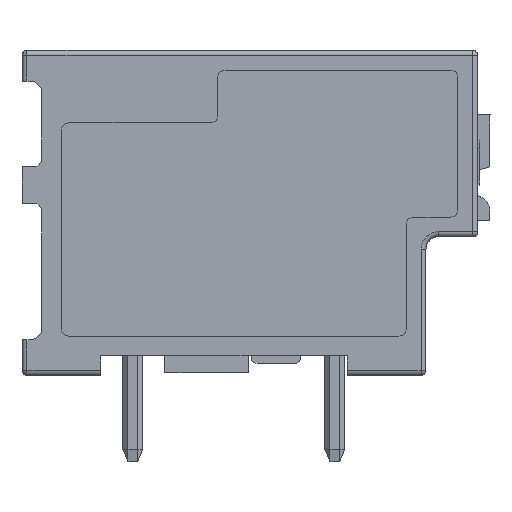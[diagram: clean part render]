
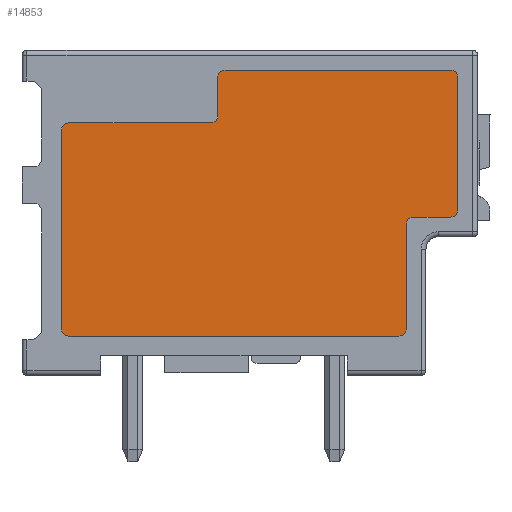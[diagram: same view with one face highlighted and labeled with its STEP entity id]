
A CAD part, left-side view. The second image highlights one B-rep face of the part: STEP entity #14853.
In plain terms, the highlighted planar face has unit normal (-1, 0, 0).
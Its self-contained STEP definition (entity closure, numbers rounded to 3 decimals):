
#86=AXIS2_PLACEMENT_3D('Circle Axis2P3D',#84,#85,$) ;
#191=AXIS2_PLACEMENT_3D('Circle Axis2P3D',#189,#190,$) ;
#273=AXIS2_PLACEMENT_3D('Circle Axis2P3D',#271,#272,$) ;
#14645=AXIS2_PLACEMENT_3D('Circle Axis2P3D',#14643,#14644,$) ;
#14695=AXIS2_PLACEMENT_3D('Circle Axis2P3D',#14693,#14694,$) ;
#14763=AXIS2_PLACEMENT_3D('Circle Axis2P3D',#14761,#14762,$) ;
#14781=AXIS2_PLACEMENT_3D('Circle Axis2P3D',#14779,#14780,$) ;
#14819=AXIS2_PLACEMENT_3D('Circle Axis2P3D',#14817,#14818,$) ;
#14833=AXIS2_PLACEMENT_3D('Plane Axis2P3D',#14830,#14831,#14832) ;
#40=CARTESIAN_POINT('Vertex',(0.8,10.75,15.9)) ;
#45=CARTESIAN_POINT('Line Origine',(0.8,6.175,15.9)) ;
#49=CARTESIAN_POINT('Vertex',(0.8,1.6,15.9)) ;
#84=CARTESIAN_POINT('Axis2P3D Location',(0.8,10.75,15.6)) ;
#88=CARTESIAN_POINT('Vertex',(0.8,11.05,15.6)) ;
#116=CARTESIAN_POINT('Line Origine',(0.8,11.05,14.825)) ;
#120=CARTESIAN_POINT('Vertex',(0.8,11.05,14.05)) ;
#148=CARTESIAN_POINT('Line Origine',(0.8,14.225,13.75)) ;
#152=CARTESIAN_POINT('Vertex',(0.8,11.35,13.75)) ;
#154=CARTESIAN_POINT('Vertex',(0.8,17.1,13.75)) ;
#189=CARTESIAN_POINT('Axis2P3D Location',(0.8,17.1,13.45)) ;
#193=CARTESIAN_POINT('Vertex',(0.8,17.4,13.45)) ;
#227=CARTESIAN_POINT('Vertex',(0.8,17.1,5.1)) ;
#241=CARTESIAN_POINT('Vertex',(0.8,3.7,5.1)) ;
#244=CARTESIAN_POINT('Line Origine',(0.8,10.4,5.1)) ;
#268=CARTESIAN_POINT('Vertex',(0.8,3.1,9.93)) ;
#271=CARTESIAN_POINT('Axis2P3D Location',(0.8,3.1,9.63)) ;
#275=CARTESIAN_POINT('Vertex',(0.8,3.4,9.63)) ;
#14643=CARTESIAN_POINT('Axis2P3D Location',(0.8,1.6,15.6)) ;
#14647=CARTESIAN_POINT('Vertex',(0.8,1.3,15.6)) ;
#14668=CARTESIAN_POINT('Line Origine',(0.8,1.3,12.915)) ;
#14672=CARTESIAN_POINT('Vertex',(0.8,1.3,10.23)) ;
#14693=CARTESIAN_POINT('Axis2P3D Location',(0.8,1.6,10.23)) ;
#14697=CARTESIAN_POINT('Vertex',(0.8,1.6,9.93)) ;
#14718=CARTESIAN_POINT('Line Origine',(0.8,2.35,9.93)) ;
#14736=CARTESIAN_POINT('Line Origine',(0.8,3.4,7.515)) ;
#14740=CARTESIAN_POINT('Vertex',(0.8,3.4,5.4)) ;
#14761=CARTESIAN_POINT('Axis2P3D Location',(0.8,3.7,5.4)) ;
#14779=CARTESIAN_POINT('Axis2P3D Location',(0.8,17.1,5.4)) ;
#14783=CARTESIAN_POINT('Vertex',(0.8,17.4,5.4)) ;
#14799=CARTESIAN_POINT('Line Origine',(0.8,17.4,9.425)) ;
#14817=CARTESIAN_POINT('Axis2P3D Location',(0.8,11.35,14.05)) ;
#14830=CARTESIAN_POINT('Axis2P3D Location',(0.8,28.95,24.83)) ;
#46=DIRECTION('Vector Direction',(0.,1.,0.)) ;
#85=DIRECTION('Axis2P3D Direction',(-1.,0.,0.)) ;
#117=DIRECTION('Vector Direction',(0.,0.,-1.)) ;
#149=DIRECTION('Vector Direction',(0.,1.,0.)) ;
#190=DIRECTION('Axis2P3D Direction',(-1.,0.,0.)) ;
#245=DIRECTION('Vector Direction',(0.,-1.,0.)) ;
#272=DIRECTION('Axis2P3D Direction',(1.,0.,-0.)) ;
#14644=DIRECTION('Axis2P3D Direction',(1.,0.,-0.)) ;
#14669=DIRECTION('Vector Direction',(0.,0.,-1.)) ;
#14694=DIRECTION('Axis2P3D Direction',(1.,0.,0.)) ;
#14719=DIRECTION('Vector Direction',(0.,1.,0.)) ;
#14737=DIRECTION('Vector Direction',(0.,0.,-1.)) ;
#14762=DIRECTION('Axis2P3D Direction',(1.,0.,0.)) ;
#14780=DIRECTION('Axis2P3D Direction',(1.,-0.,0.)) ;
#14800=DIRECTION('Vector Direction',(0.,0.,1.)) ;
#14818=DIRECTION('Axis2P3D Direction',(-1.,0.,0.)) ;
#14831=DIRECTION('Axis2P3D Direction',(-1.,-0.,-0.)) ;
#14832=DIRECTION('Axis2P3D XDirection',(0.,0.,-1.)) ;
#47=VECTOR('Line Direction',#46,1.) ;
#118=VECTOR('Line Direction',#117,1.) ;
#150=VECTOR('Line Direction',#149,1.) ;
#246=VECTOR('Line Direction',#245,1.) ;
#14670=VECTOR('Line Direction',#14669,1.) ;
#14720=VECTOR('Line Direction',#14719,1.) ;
#14738=VECTOR('Line Direction',#14737,1.) ;
#14801=VECTOR('Line Direction',#14800,1.) ;
#14836=ORIENTED_EDGE('',*,*,#51,.T.) ;
#14837=ORIENTED_EDGE('',*,*,#90,.T.) ;
#14838=ORIENTED_EDGE('',*,*,#122,.T.) ;
#14839=ORIENTED_EDGE('',*,*,#14821,.F.) ;
#14840=ORIENTED_EDGE('',*,*,#156,.T.) ;
#14841=ORIENTED_EDGE('',*,*,#195,.T.) ;
#14842=ORIENTED_EDGE('',*,*,#14803,.F.) ;
#14843=ORIENTED_EDGE('',*,*,#14785,.F.) ;
#14844=ORIENTED_EDGE('',*,*,#248,.T.) ;
#14845=ORIENTED_EDGE('',*,*,#14765,.F.) ;
#14846=ORIENTED_EDGE('',*,*,#14742,.F.) ;
#14847=ORIENTED_EDGE('',*,*,#277,.T.) ;
#14848=ORIENTED_EDGE('',*,*,#14722,.F.) ;
#14849=ORIENTED_EDGE('',*,*,#14699,.F.) ;
#14850=ORIENTED_EDGE('',*,*,#14674,.F.) ;
#14851=ORIENTED_EDGE('',*,*,#14649,.F.) ;
#14853=ADVANCED_FACE('model',(#14852),#14834,.T.) ;
#87=CIRCLE('generated circle',#86,0.3) ;
#192=CIRCLE('generated circle',#191,0.3) ;
#274=CIRCLE('generated circle',#273,0.3) ;
#14646=CIRCLE('generated circle',#14645,0.3) ;
#14696=CIRCLE('generated circle',#14695,0.3) ;
#14764=CIRCLE('generated circle',#14763,0.3) ;
#14782=CIRCLE('generated circle',#14781,0.3) ;
#14820=CIRCLE('generated circle',#14819,0.3) ;
#51=EDGE_CURVE('',#50,#41,#48,.T.) ;
#90=EDGE_CURVE('',#41,#89,#87,.T.) ;
#122=EDGE_CURVE('',#89,#121,#119,.T.) ;
#156=EDGE_CURVE('',#153,#155,#151,.T.) ;
#195=EDGE_CURVE('',#155,#194,#192,.T.) ;
#248=EDGE_CURVE('',#228,#242,#247,.T.) ;
#277=EDGE_CURVE('',#276,#269,#274,.T.) ;
#14649=EDGE_CURVE('',#50,#14648,#14646,.T.) ;
#14674=EDGE_CURVE('',#14648,#14673,#14671,.T.) ;
#14699=EDGE_CURVE('',#14673,#14698,#14696,.T.) ;
#14722=EDGE_CURVE('',#14698,#269,#14721,.T.) ;
#14742=EDGE_CURVE('',#276,#14741,#14739,.T.) ;
#14765=EDGE_CURVE('',#14741,#242,#14764,.T.) ;
#14785=EDGE_CURVE('',#228,#14784,#14782,.T.) ;
#14803=EDGE_CURVE('',#14784,#194,#14802,.T.) ;
#14821=EDGE_CURVE('',#153,#121,#14820,.T.) ;
#14835=EDGE_LOOP('',(#14836,#14837,#14838,#14839,#14840,#14841,#14842,#14843,#14844,#14845,#14846,#14847,#14848,#14849,#14850,#14851)) ;
#14852=FACE_OUTER_BOUND('',#14835,.T.) ;
#48=LINE('Line',#45,#47) ;
#119=LINE('Line',#116,#118) ;
#151=LINE('Line',#148,#150) ;
#247=LINE('Line',#244,#246) ;
#14671=LINE('Line',#14668,#14670) ;
#14721=LINE('Line',#14718,#14720) ;
#14739=LINE('Line',#14736,#14738) ;
#14802=LINE('Line',#14799,#14801) ;
#14834=PLANE('',#14833) ;
#41=VERTEX_POINT('',#40) ;
#50=VERTEX_POINT('',#49) ;
#89=VERTEX_POINT('',#88) ;
#121=VERTEX_POINT('',#120) ;
#153=VERTEX_POINT('',#152) ;
#155=VERTEX_POINT('',#154) ;
#194=VERTEX_POINT('',#193) ;
#228=VERTEX_POINT('',#227) ;
#242=VERTEX_POINT('',#241) ;
#269=VERTEX_POINT('',#268) ;
#276=VERTEX_POINT('',#275) ;
#14648=VERTEX_POINT('',#14647) ;
#14673=VERTEX_POINT('',#14672) ;
#14698=VERTEX_POINT('',#14697) ;
#14741=VERTEX_POINT('',#14740) ;
#14784=VERTEX_POINT('',#14783) ;
